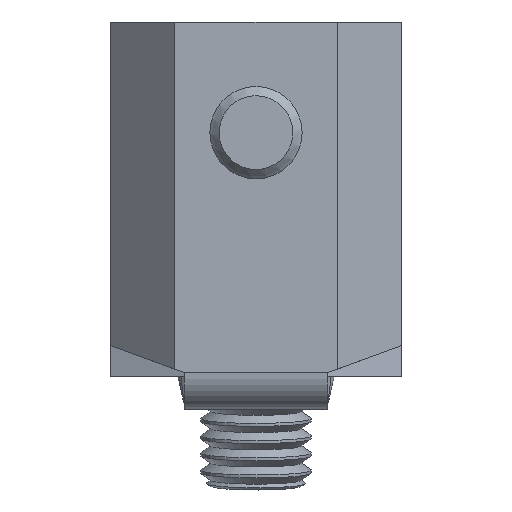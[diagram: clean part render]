
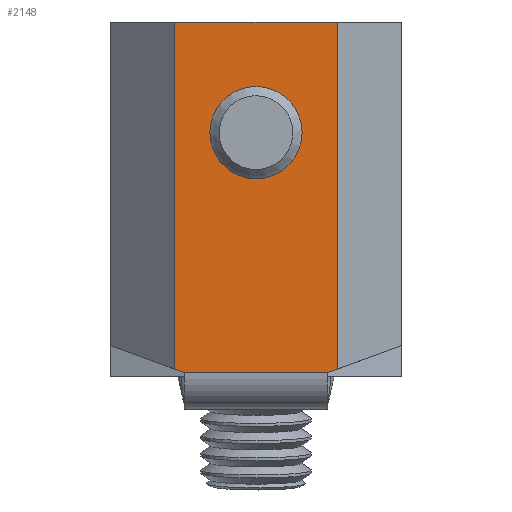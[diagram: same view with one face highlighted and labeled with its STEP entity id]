
A CAD part, front view. The second image highlights one B-rep face of the part: STEP entity #2148.
In plain terms, the highlighted planar face has unit normal (0, -1, 0).
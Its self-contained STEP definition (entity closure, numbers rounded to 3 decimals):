
#73=FACE_BOUND('',#385,.T.);
#126=PLANE('',#2338);
#184=CIRCLE('',#2309,2.5);
#261=FACE_OUTER_BOUND('',#384,.T.);
#384=EDGE_LOOP('',(#1651,#1652,#1653,#1654,#1655,#1656));
#385=EDGE_LOOP('',(#1657));
#593=LINE('',#3411,#819);
#596=LINE('',#3417,#822);
#597=LINE('',#3418,#823);
#598=LINE('',#3419,#824);
#599=LINE('',#3421,#825);
#600=LINE('',#3422,#826);
#819=VECTOR('',#2645,1000.);
#822=VECTOR('',#2650,1000.);
#823=VECTOR('',#2651,1000.);
#824=VECTOR('',#2652,1000.);
#825=VECTOR('',#2653,1000.);
#826=VECTOR('',#2654,1000.);
#948=VERTEX_POINT('',#3051);
#962=VERTEX_POINT('',#3080);
#1003=VERTEX_POINT('',#3285);
#1046=VERTEX_POINT('',#3408);
#1047=VERTEX_POINT('',#3410);
#1049=VERTEX_POINT('',#3416);
#1050=VERTEX_POINT('',#3420);
#1159=EDGE_CURVE('',#948,#948,#184,.T.);
#1282=EDGE_CURVE('',#1047,#1046,#593,.T.);
#1285=EDGE_CURVE('',#1049,#1046,#596,.T.);
#1286=EDGE_CURVE('',#1049,#962,#597,.T.);
#1287=EDGE_CURVE('',#1003,#962,#598,.T.);
#1288=EDGE_CURVE('',#1003,#1050,#599,.T.);
#1289=EDGE_CURVE('',#1050,#1047,#600,.T.);
#1651=ORIENTED_EDGE('',*,*,#1285,.F.);
#1652=ORIENTED_EDGE('',*,*,#1286,.T.);
#1653=ORIENTED_EDGE('',*,*,#1287,.F.);
#1654=ORIENTED_EDGE('',*,*,#1288,.T.);
#1655=ORIENTED_EDGE('',*,*,#1289,.T.);
#1656=ORIENTED_EDGE('',*,*,#1282,.T.);
#1657=ORIENTED_EDGE('',*,*,#1159,.T.);
#2148=ADVANCED_FACE('',(#261,#73),#126,.F.);
#2309=AXIS2_PLACEMENT_3D('',#3052,#2487,#2488);
#2338=AXIS2_PLACEMENT_3D('',#3415,#2648,#2649);
#2487=DIRECTION('center_axis',(0.,1.,0.));
#2488=DIRECTION('ref_axis',(0.,0.,1.));
#2645=DIRECTION('',(-1.,0.,0.));
#2648=DIRECTION('center_axis',(0.,1.,0.));
#2649=DIRECTION('ref_axis',(0.,0.,1.));
#2650=DIRECTION('',(0.,0.,1.));
#2651=DIRECTION('',(0.94,0.,-0.342));
#2652=DIRECTION('',(-1.,0.,0.));
#2653=DIRECTION('',(0.94,0.,0.342));
#2654=DIRECTION('',(0.,0.,1.));
#3051=CARTESIAN_POINT('',(0.,0.,12.5));
#3052=CARTESIAN_POINT('Origin',(0.,0.,15.));
#3080=CARTESIAN_POINT('',(-3.9,0.,2.));
#3285=CARTESIAN_POINT('',(3.9,0.,2.));
#3408=CARTESIAN_POINT('',(-4.4,0.,21.));
#3410=CARTESIAN_POINT('',(4.4,0.,21.));
#3411=CARTESIAN_POINT('',(3.9,0.,21.));
#3415=CARTESIAN_POINT('Origin',(3.9,0.,21.));
#3416=CARTESIAN_POINT('',(-4.4,0.,2.182));
#3417=CARTESIAN_POINT('',(-4.4,0.,2.));
#3418=CARTESIAN_POINT('',(-7.9,0.,3.456));
#3419=CARTESIAN_POINT('',(3.9,0.,2.));
#3420=CARTESIAN_POINT('',(4.4,0.,2.182));
#3421=CARTESIAN_POINT('',(7.9,0.,3.456));
#3422=CARTESIAN_POINT('',(4.4,0.,2.));
